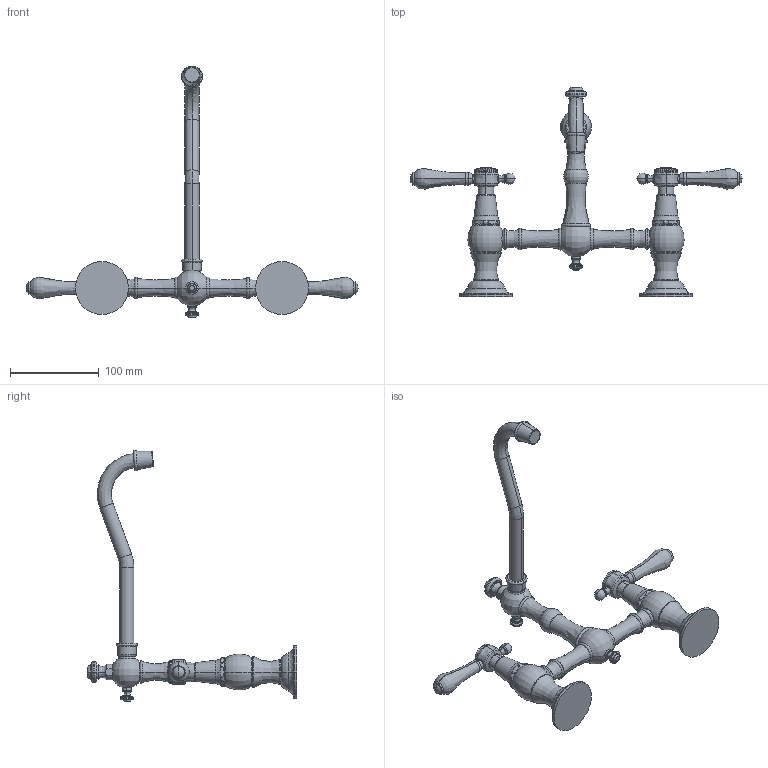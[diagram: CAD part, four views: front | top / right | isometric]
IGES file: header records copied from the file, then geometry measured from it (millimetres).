
Start section:  PTC IGES file: 9461.igs
Global section: file name: 9461.igs; native system: Creo Parametric by PTC Inc.; preprocessor: 2018400; author: rsmith; organization: Unknown; date: 20210226.124506; units: inch
Bounding box: 374.52 x 236.07 x 284.18 mm (x, y, z)
Surface area: 92433.4 mm2 (no closed solid volume)
Topology: 0 solids, 0 shells, 477 faces, 2198 edges, 2186 vertices
Faces by surface type: revolution 346, bspline 123, extrusion 8
